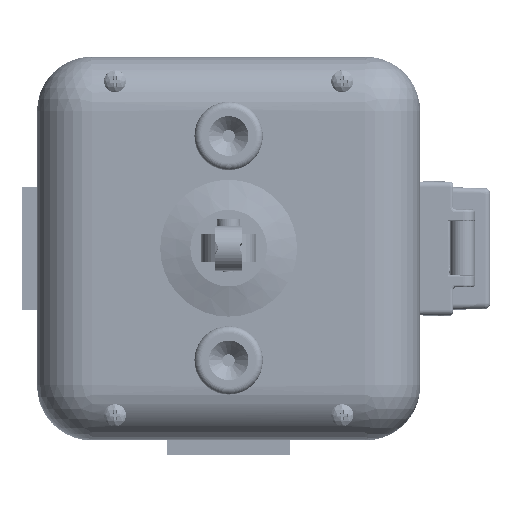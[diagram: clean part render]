
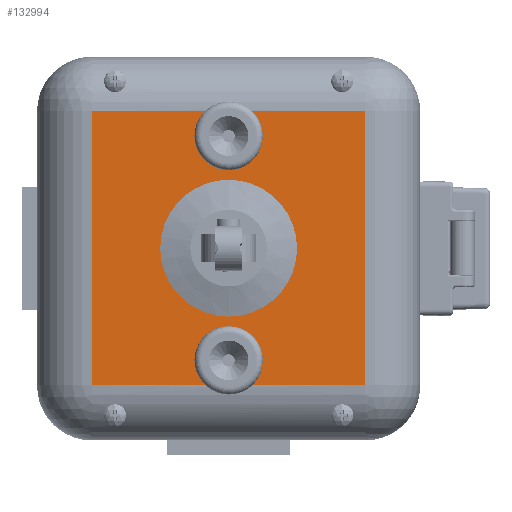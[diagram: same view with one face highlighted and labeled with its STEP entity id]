
A CAD part, top view. The second image highlights one B-rep face of the part: STEP entity #132994.
In plain terms, the highlighted face is planar.
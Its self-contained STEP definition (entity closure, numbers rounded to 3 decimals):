
#225 = DIRECTION ( 'NONE',  ( 0., 0., -1. ) ) ;
#4690 = AXIS2_PLACEMENT_3D ( 'NONE', #18973, #80673, #112480 ) ;
#7962 = CIRCLE ( 'NONE', #75831, 18.75 ) ;
#9206 = AXIS2_PLACEMENT_3D ( 'NONE', #92971, #30689, #113822 ) ;
#9385 = EDGE_LOOP ( 'NONE', ( #93019, #61540, #114032, #131708, #32265, #22606, #130888, #63680, #128144, #112020, #48476, #32509 ) ) ;
#10201 = DIRECTION ( 'NONE',  ( -1., 0., 0. ) ) ;
#11236 = CARTESIAN_POINT ( 'NONE',  ( -50., 50., -20. ) ) ;
#11290 = CARTESIAN_POINT ( 'NONE',  ( 0., 41., -20. ) ) ;
#11373 = VERTEX_POINT ( 'NONE', #83424 ) ;
#11717 = DIRECTION ( 'NONE',  ( 1., 0., 0. ) ) ;
#13912 = VECTOR ( 'NONE', #73401, 1000. ) ;
#17436 = EDGE_LOOP ( 'NONE', ( #19317, #65100 ) ) ;
#18011 = VERTEX_POINT ( 'NONE', #75133 ) ;
#18076 = EDGE_CURVE ( 'NONE', #33617, #124695, #80327, .T. ) ;
#18459 = DIRECTION ( 'NONE',  ( 0., 0., 1. ) ) ;
#18973 = CARTESIAN_POINT ( 'NONE',  ( 0., 41., -20. ) ) ;
#19317 = ORIENTED_EDGE ( 'NONE', *, *, #100790, .F. ) ;
#19369 = AXIS2_PLACEMENT_3D ( 'NONE', #11290, #43399, #115177 ) ;
#19655 = EDGE_CURVE ( 'NONE', #18011, #32591, #7962, .T. ) ;
#21605 = CARTESIAN_POINT ( 'NONE',  ( 50., 50., -20. ) ) ;
#21750 = AXIS2_PLACEMENT_3D ( 'NONE', #49865, #60374, #70758 ) ;
#22606 = ORIENTED_EDGE ( 'NONE', *, *, #118881, .T. ) ;
#23237 = CARTESIAN_POINT ( 'NONE',  ( 4.359, 50., -20. ) ) ;
#23605 = CARTESIAN_POINT ( 'NONE',  ( -4.359, 50., -20. ) ) ;
#25052 = CARTESIAN_POINT ( 'NONE',  ( 10., 41., -20. ) ) ;
#29339 = CIRCLE ( 'NONE', #86506, 10. ) ;
#30689 = DIRECTION ( 'NONE',  ( 0., 0., -1. ) ) ;
#32265 = ORIENTED_EDGE ( 'NONE', *, *, #112887, .T. ) ;
#32509 = ORIENTED_EDGE ( 'NONE', *, *, #64770, .T. ) ;
#32591 = VERTEX_POINT ( 'NONE', #91276 ) ;
#33617 = VERTEX_POINT ( 'NONE', #23237 ) ;
#34353 = VERTEX_POINT ( 'NONE', #72184 ) ;
#35260 = CARTESIAN_POINT ( 'NONE',  ( -4.359, -50., -20. ) ) ;
#36063 = CARTESIAN_POINT ( 'NONE',  ( -10., -41., -20. ) ) ;
#37250 = VERTEX_POINT ( 'NONE', #36063 ) ;
#37808 = EDGE_CURVE ( 'NONE', #37250, #132912, #126341, .T. ) ;
#38806 = VERTEX_POINT ( 'NONE', #23605 ) ;
#40015 = CIRCLE ( 'NONE', #61360, 10. ) ;
#41248 = VECTOR ( 'NONE', #94225, 1000. ) ;
#42129 = VECTOR ( 'NONE', #111067, 1000. ) ;
#43399 = DIRECTION ( 'NONE',  ( 0., 0., 1. ) ) ;
#45497 = EDGE_CURVE ( 'NONE', #38806, #34353, #40015, .T. ) ;
#45687 = VERTEX_POINT ( 'NONE', #25052 ) ;
#48476 = ORIENTED_EDGE ( 'NONE', *, *, #18076, .T. ) ;
#49865 = CARTESIAN_POINT ( 'NONE',  ( 0., -41., -20. ) ) ;
#51556 = DIRECTION ( 'NONE',  ( 1., 0., 0. ) ) ;
#54153 = EDGE_CURVE ( 'NONE', #101801, #38806, #75071, .T. ) ;
#56575 = DIRECTION ( 'NONE',  ( -1., 0., 0. ) ) ;
#56798 = EDGE_CURVE ( 'NONE', #115380, #37250, #95584, .T. ) ;
#57846 = LINE ( 'NONE', #131592, #82138 ) ;
#59802 = DIRECTION ( 'NONE',  ( -1., 0., 0. ) ) ;
#60374 = DIRECTION ( 'NONE',  ( 0., 0., 1. ) ) ;
#61360 = AXIS2_PLACEMENT_3D ( 'NONE', #96060, #106506, #11717 ) ;
#61540 = ORIENTED_EDGE ( 'NONE', *, *, #100224, .T. ) ;
#62317 = CARTESIAN_POINT ( 'NONE',  ( 0., 0., -20. ) ) ;
#63680 = ORIENTED_EDGE ( 'NONE', *, *, #45497, .T. ) ;
#64770 = EDGE_CURVE ( 'NONE', #124695, #11373, #64926, .T. ) ;
#64926 = LINE ( 'NONE', #109309, #42129 ) ;
#65100 = ORIENTED_EDGE ( 'NONE', *, *, #19655, .F. ) ;
#66010 = CARTESIAN_POINT ( 'NONE',  ( 50., 50., -20. ) ) ;
#69054 = LINE ( 'NONE', #11236, #13912 ) ;
#69160 = EDGE_CURVE ( 'NONE', #45687, #33617, #83701, .T. ) ;
#69190 = CIRCLE ( 'NONE', #4690, 10. ) ;
#70182 = DIRECTION ( 'NONE',  ( 1., 0., 0. ) ) ;
#70758 = DIRECTION ( 'NONE',  ( 1., 0., 0. ) ) ;
#71538 = DIRECTION ( 'NONE',  ( 0., 0., 1. ) ) ;
#71797 = VECTOR ( 'NONE', #87356, 1000. ) ;
#72184 = CARTESIAN_POINT ( 'NONE',  ( -10., 41., -20. ) ) ;
#72662 = CARTESIAN_POINT ( 'NONE',  ( 0., -41., -20. ) ) ;
#73401 = DIRECTION ( 'NONE',  ( 0., 1., 0. ) ) ;
#75071 = LINE ( 'NONE', #66010, #71797 ) ;
#75133 = CARTESIAN_POINT ( 'NONE',  ( 18.75, 0., -20. ) ) ;
#75831 = AXIS2_PLACEMENT_3D ( 'NONE', #62317, #225, #10201 ) ;
#80327 = LINE ( 'NONE', #21605, #41248 ) ;
#80673 = DIRECTION ( 'NONE',  ( 0., 0., 1. ) ) ;
#81502 = EDGE_CURVE ( 'NONE', #11373, #117738, #125546, .T. ) ;
#82134 = AXIS2_PLACEMENT_3D ( 'NONE', #121454, #18459, #70182 ) ;
#82138 = VECTOR ( 'NONE', #59802, 1000. ) ;
#83112 = DIRECTION ( 'NONE',  ( 0., 0., 1. ) ) ;
#83424 = CARTESIAN_POINT ( 'NONE',  ( 50., -50., -20. ) ) ;
#83701 = CIRCLE ( 'NONE', #19369, 10. ) ;
#86506 = AXIS2_PLACEMENT_3D ( 'NONE', #72662, #83112, #93569 ) ;
#87304 = FACE_BOUND ( 'NONE', #17436, .T. ) ;
#87356 = DIRECTION ( 'NONE',  ( 1., 0., 0. ) ) ;
#88755 = EDGE_CURVE ( 'NONE', #34353, #45687, #69190, .T. ) ;
#91276 = CARTESIAN_POINT ( 'NONE',  ( -18.75, 0., -20. ) ) ;
#92971 = CARTESIAN_POINT ( 'NONE',  ( 0., 0., -20. ) ) ;
#93019 = ORIENTED_EDGE ( 'NONE', *, *, #81502, .T. ) ;
#93569 = DIRECTION ( 'NONE',  ( 1., 0., 0. ) ) ;
#94225 = DIRECTION ( 'NONE',  ( 1., 0., 0. ) ) ;
#95584 = CIRCLE ( 'NONE', #21750, 10. ) ;
#96060 = CARTESIAN_POINT ( 'NONE',  ( 0., 41., -20. ) ) ;
#97120 = AXIS2_PLACEMENT_3D ( 'NONE', #133789, #71538, #51556 ) ;
#97466 = CARTESIAN_POINT ( 'NONE',  ( -50., -50., -20. ) ) ;
#97485 = PLANE ( 'NONE',  #82134 ) ;
#97490 = CARTESIAN_POINT ( 'NONE',  ( 10., -41., -20. ) ) ;
#97890 = VECTOR ( 'NONE', #56575, 1000. ) ;
#100224 = EDGE_CURVE ( 'NONE', #117738, #115380, #29339, .T. ) ;
#100790 = EDGE_CURVE ( 'NONE', #32591, #18011, #113662, .T. ) ;
#101801 = VERTEX_POINT ( 'NONE', #117388 ) ;
#106506 = DIRECTION ( 'NONE',  ( 0., 0., 1. ) ) ;
#109309 = CARTESIAN_POINT ( 'NONE',  ( 50., -50., -20. ) ) ;
#111067 = DIRECTION ( 'NONE',  ( 0., -1., 0. ) ) ;
#112020 = ORIENTED_EDGE ( 'NONE', *, *, #69160, .T. ) ;
#112480 = DIRECTION ( 'NONE',  ( 1., 0., 0. ) ) ;
#112887 = EDGE_CURVE ( 'NONE', #132912, #113725, #57846, .T. ) ;
#113662 = CIRCLE ( 'NONE', #9206, 18.75 ) ;
#113725 = VERTEX_POINT ( 'NONE', #97466 ) ;
#113822 = DIRECTION ( 'NONE',  ( -1., 0., 0. ) ) ;
#114032 = ORIENTED_EDGE ( 'NONE', *, *, #56798, .T. ) ;
#115177 = DIRECTION ( 'NONE',  ( 1., 0., 0. ) ) ;
#115380 = VERTEX_POINT ( 'NONE', #97490 ) ;
#117388 = CARTESIAN_POINT ( 'NONE',  ( -50., 50., -20. ) ) ;
#117738 = VERTEX_POINT ( 'NONE', #131285 ) ;
#118881 = EDGE_CURVE ( 'NONE', #113725, #101801, #69054, .T. ) ;
#121454 = CARTESIAN_POINT ( 'NONE',  ( -50., 50., -20. ) ) ;
#121752 = CARTESIAN_POINT ( 'NONE',  ( 50., 50., -20. ) ) ;
#124695 = VERTEX_POINT ( 'NONE', #121752 ) ;
#125546 = LINE ( 'NONE', #127432, #97890 ) ;
#126341 = CIRCLE ( 'NONE', #97120, 10. ) ;
#127432 = CARTESIAN_POINT ( 'NONE',  ( -50., -50., -20. ) ) ;
#127998 = FACE_OUTER_BOUND ( 'NONE', #9385, .T. ) ;
#128144 = ORIENTED_EDGE ( 'NONE', *, *, #88755, .T. ) ;
#130888 = ORIENTED_EDGE ( 'NONE', *, *, #54153, .T. ) ;
#131285 = CARTESIAN_POINT ( 'NONE',  ( 4.359, -50., -20. ) ) ;
#131592 = CARTESIAN_POINT ( 'NONE',  ( -50., -50., -20. ) ) ;
#131708 = ORIENTED_EDGE ( 'NONE', *, *, #37808, .T. ) ;
#132912 = VERTEX_POINT ( 'NONE', #35260 ) ;
#132994 = ADVANCED_FACE ( 'NONE', ( #87304, #127998 ), #97485, .F. ) ;
#133789 = CARTESIAN_POINT ( 'NONE',  ( 0., -41., -20. ) ) ;
